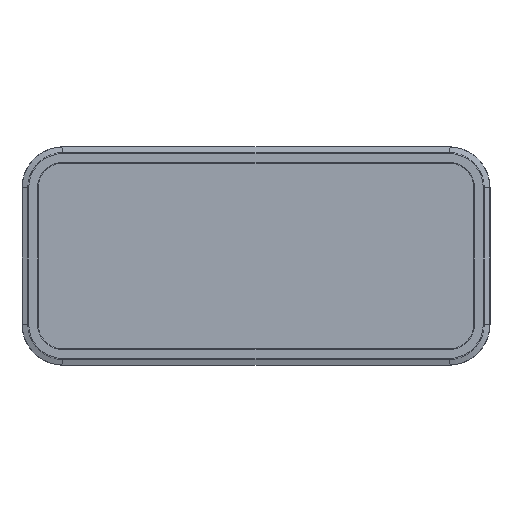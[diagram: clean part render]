
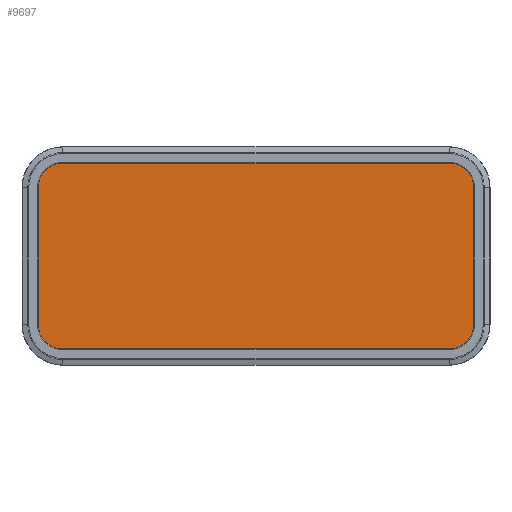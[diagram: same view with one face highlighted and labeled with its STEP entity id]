
A CAD part, top view. The second image highlights one B-rep face of the part: STEP entity #9697.
In plain terms, the highlighted planar face has unit normal (0, 0, 1).
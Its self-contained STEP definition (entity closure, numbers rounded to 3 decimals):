
#324 = PLANE ( 'NONE',  #9890 ) ;
#577 = CARTESIAN_POINT ( 'NONE',  ( -307.5, 154., 6.8 ) ) ;
#605 = DIRECTION ( 'NONE',  ( 0., 0., 1. ) ) ;
#737 = VECTOR ( 'NONE', #5221, 1000. ) ;
#1040 = CARTESIAN_POINT ( 'NONE',  ( 307.5, 107.5, 6.8 ) ) ;
#1179 = DIRECTION ( 'NONE',  ( 0., 0., 1. ) ) ;
#1273 = ORIENTED_EDGE ( 'NONE', *, *, #7396, .T. ) ;
#1386 = EDGE_CURVE ( 'NONE', #3676, #4181, #8281, .T. ) ;
#1457 = EDGE_CURVE ( 'NONE', #9785, #3676, #11192, .T. ) ;
#1472 = AXIS2_PLACEMENT_3D ( 'NONE', #10520, #7918, #6634 ) ;
#1511 = DIRECTION ( 'NONE',  ( 1., 0., 0. ) ) ;
#1670 = EDGE_CURVE ( 'NONE', #3618, #8610, #7790, .T. ) ;
#1693 = CARTESIAN_POINT ( 'NONE',  ( -307.5, -154., 6.8 ) ) ;
#2342 = ORIENTED_EDGE ( 'NONE', *, *, #1670, .T. ) ;
#2347 = ORIENTED_EDGE ( 'NONE', *, *, #8883, .T. ) ;
#2494 = CARTESIAN_POINT ( 'NONE',  ( 307.5, -107.5, 6.8 ) ) ;
#2811 = CARTESIAN_POINT ( 'NONE',  ( -307.5, -154., 6.8 ) ) ;
#3381 = CARTESIAN_POINT ( 'NONE',  ( -354., 107.5, 6.8 ) ) ;
#3474 = DIRECTION ( 'NONE',  ( 0., -1., 0. ) ) ;
#3618 = VERTEX_POINT ( 'NONE', #11710 ) ;
#3676 = VERTEX_POINT ( 'NONE', #5920 ) ;
#4051 = VERTEX_POINT ( 'NONE', #6825 ) ;
#4112 = LINE ( 'NONE', #2811, #9940 ) ;
#4181 = VERTEX_POINT ( 'NONE', #12076 ) ;
#4267 = CIRCLE ( 'NONE', #6580, 46.5 ) ;
#4295 = VERTEX_POINT ( 'NONE', #3381 ) ;
#4394 = VECTOR ( 'NONE', #5713, 1000. ) ;
#4485 = VECTOR ( 'NONE', #3474, 1000. ) ;
#4522 = EDGE_CURVE ( 'NONE', #8610, #4295, #4267, .T. ) ;
#4523 = CARTESIAN_POINT ( 'NONE',  ( -307.5, 107.5, 6.8 ) ) ;
#4622 = CARTESIAN_POINT ( 'NONE',  ( 307.5, -154., 6.8 ) ) ;
#4654 = VERTEX_POINT ( 'NONE', #1693 ) ;
#4772 = CARTESIAN_POINT ( 'NONE',  ( -354., 107.5, 6.8 ) ) ;
#4824 = ORIENTED_EDGE ( 'NONE', *, *, #8825, .T. ) ;
#5221 = DIRECTION ( 'NONE',  ( -1., 0., 0. ) ) ;
#5713 = DIRECTION ( 'NONE',  ( 0., 1., 0. ) ) ;
#5920 = CARTESIAN_POINT ( 'NONE',  ( 354., -107.5, 6.8 ) ) ;
#6069 = LINE ( 'NONE', #4772, #4485 ) ;
#6418 = EDGE_CURVE ( 'NONE', #4654, #9785, #4112, .T. ) ;
#6486 = ORIENTED_EDGE ( 'NONE', *, *, #1386, .T. ) ;
#6502 = CARTESIAN_POINT ( 'NONE',  ( -307.5, 154., 6.8 ) ) ;
#6580 = AXIS2_PLACEMENT_3D ( 'NONE', #4523, #605, #11991 ) ;
#6634 = DIRECTION ( 'NONE',  ( 1., 0., 0. ) ) ;
#6825 = CARTESIAN_POINT ( 'NONE',  ( -354., -107.5, 6.8 ) ) ;
#7001 = CARTESIAN_POINT ( 'NONE',  ( 354., 107.5, 6.8 ) ) ;
#7128 = ORIENTED_EDGE ( 'NONE', *, *, #1457, .T. ) ;
#7396 = EDGE_CURVE ( 'NONE', #4295, #4051, #6069, .T. ) ;
#7546 = CIRCLE ( 'NONE', #1472, 46.5 ) ;
#7658 = ORIENTED_EDGE ( 'NONE', *, *, #6418, .T. ) ;
#7790 = LINE ( 'NONE', #6502, #737 ) ;
#7918 = DIRECTION ( 'NONE',  ( 0., 0., 1. ) ) ;
#8281 = LINE ( 'NONE', #7001, #4394 ) ;
#8525 = AXIS2_PLACEMENT_3D ( 'NONE', #2494, #1179, #12575 ) ;
#8535 = EDGE_LOOP ( 'NONE', ( #2347, #7658, #7128, #6486, #4824, #2342, #11223, #1273 ) ) ;
#8576 = FACE_OUTER_BOUND ( 'NONE', #8535, .T. ) ;
#8610 = VERTEX_POINT ( 'NONE', #577 ) ;
#8825 = EDGE_CURVE ( 'NONE', #4181, #3618, #10467, .T. ) ;
#8883 = EDGE_CURVE ( 'NONE', #4051, #4654, #7546, .T. ) ;
#9101 = DIRECTION ( 'NONE',  ( 1., 0., 0. ) ) ;
#9697 = ADVANCED_FACE ( 'NONE', ( #8576 ), #324, .T. ) ;
#9785 = VERTEX_POINT ( 'NONE', #4622 ) ;
#9890 = AXIS2_PLACEMENT_3D ( 'NONE', #11712, #10417, #9101 ) ;
#9940 = VECTOR ( 'NONE', #1511, 1000. ) ;
#10417 = DIRECTION ( 'NONE',  ( 0., 0., 1. ) ) ;
#10467 = CIRCLE ( 'NONE', #12180, 46.5 ) ;
#10520 = CARTESIAN_POINT ( 'NONE',  ( -307.5, -107.5, 6.8 ) ) ;
#11122 = DIRECTION ( 'NONE',  ( 1., 0., 0. ) ) ;
#11192 = CIRCLE ( 'NONE', #8525, 46.5 ) ;
#11223 = ORIENTED_EDGE ( 'NONE', *, *, #4522, .T. ) ;
#11710 = CARTESIAN_POINT ( 'NONE',  ( 307.5, 154., 6.8 ) ) ;
#11712 = CARTESIAN_POINT ( 'NONE',  ( -307.5, -107.5, 6.8 ) ) ;
#11991 = DIRECTION ( 'NONE',  ( 1., 0., 0. ) ) ;
#12076 = CARTESIAN_POINT ( 'NONE',  ( 354., 107.5, 6.8 ) ) ;
#12180 = AXIS2_PLACEMENT_3D ( 'NONE', #1040, #12424, #11122 ) ;
#12424 = DIRECTION ( 'NONE',  ( 0., 0., 1. ) ) ;
#12575 = DIRECTION ( 'NONE',  ( 1., 0., 0. ) ) ;
